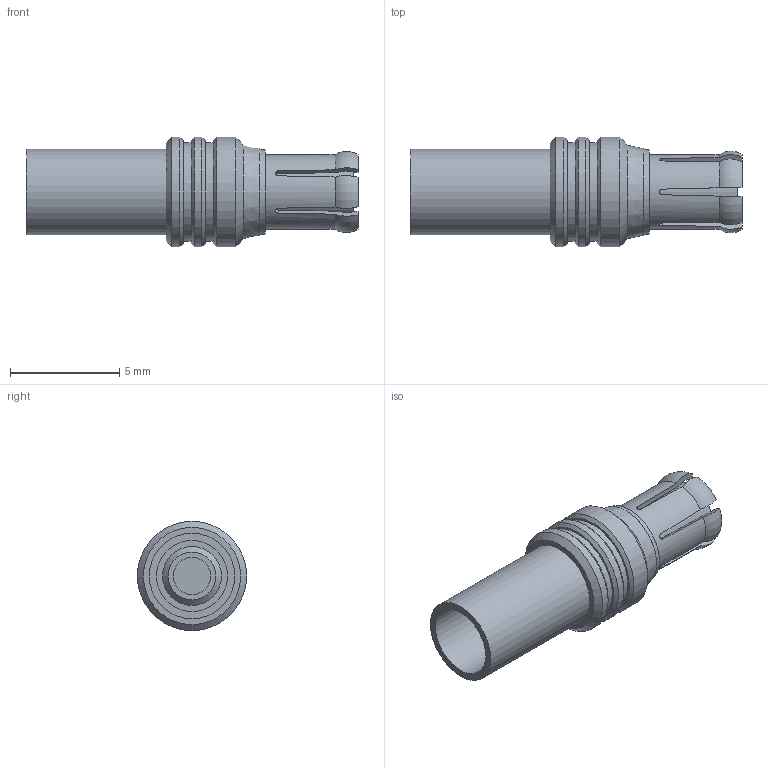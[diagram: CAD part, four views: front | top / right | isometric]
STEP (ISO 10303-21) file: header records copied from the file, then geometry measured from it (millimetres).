
FILE_DESCRIPTION (( 'STEP AP203' ), '1' );
FILE_NAME ('PE44396_3D.step', '2022-05-16T15:10:26', ( '' ), ( '' ), 'SwSTEP 2.0', 'SolidWorks 2021', '' );
FILE_SCHEMA (( 'CONFIG_CONTROL_DESIGN' ));
Length unit declared in the file: inch
Products named in the file (1): PE44396_3D
Bounding box: 15.19 x 5 x 5 mm (x, y, z)
Volume: 135.7 mm3; surface area: 457.1 mm2
Topology: 2 solids, 2 shells, 101 faces, 252 edges, 166 vertices
Faces by surface type: plane 49, cylinder 27, cone 13, torus 12
Full cylindrical faces by diameter (mm): 0.508 x1, 0.762 x1, 1.702 x1, 1.982 x1, 2.561 x1, 2.692 x1, 2.912 x1, 3.251 x1, 3.42 x1, 3.912 x1, 4.519 x2, 5.002 x3
Entity records: 3191 total; most frequent: CARTESIAN_POINT 940, ORIENTED_EDGE 444, DIRECTION 432, EDGE_CURVE 222, AXIS2_PLACEMENT_3D 188, VERTEX_POINT 160, EDGE_LOOP 138, FACE_OUTER_BOUND 116
